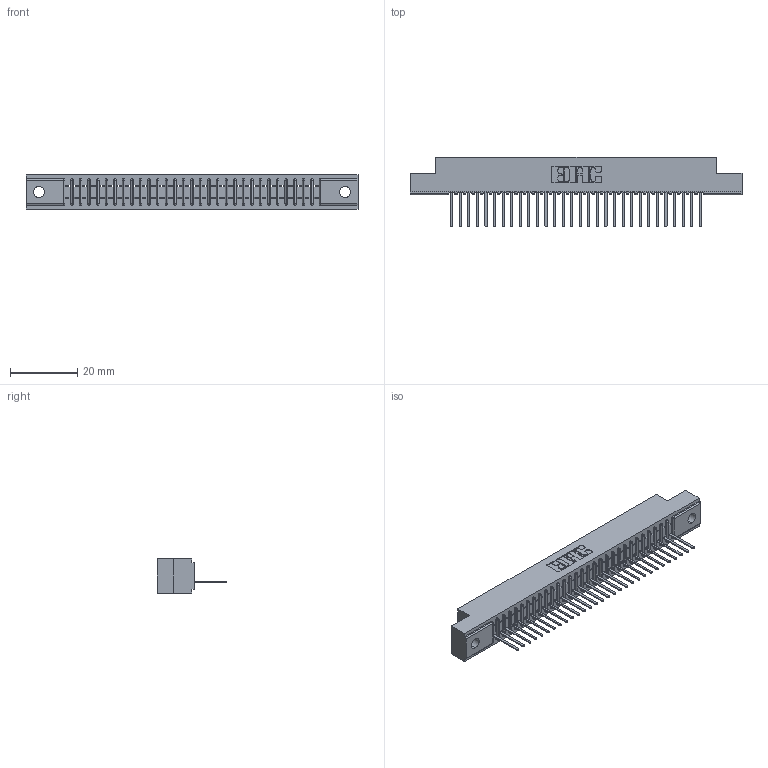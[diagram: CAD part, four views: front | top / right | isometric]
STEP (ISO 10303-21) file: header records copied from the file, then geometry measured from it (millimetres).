
FILE_DESCRIPTION (( 'STEP AP203' ), '1' );
FILE_NAME ('391-030-522-102.STEP', '2018-08-08T21:30:16', ( '' ), ( '' ), 'SwSTEP 2.0', 'SolidWorks 2016', '' );
FILE_SCHEMA (( 'CONFIG_CONTROL_DESIGN' ));
Length unit declared in the file: inch
Products named in the file (3): 341 Part_.128 (3.25) Dia Mounting Holes; 341-292-001_341-292-122; 391-030-522-102
Assembly tree (31 placements, depth 2):
  391-030-522-102
    341 Part_.128 (3.25) Dia Mounting Holes
    341-292-001_341-292-122  x30
Bounding box: 98.42 x 20.62 x 10.16 mm (x, y, z)
Volume: 7043.9 mm3; surface area: 10649 mm2
Topology: 31 solids, 31 shells, 2576 faces, 7426 edges, 4766 vertices
Faces by surface type: plane 1598, cylinder 858, sphere 62, torus 58
Entity records: 36947 total; most frequent: CARTESIAN_POINT 6272, ORIENTED_EDGE 6260, DIRECTION 6064, EDGE_CURVE 3130, VECTOR 2516, LINE 2516, VERTEX_POINT 1982, AXIS2_PLACEMENT_3D 1774
